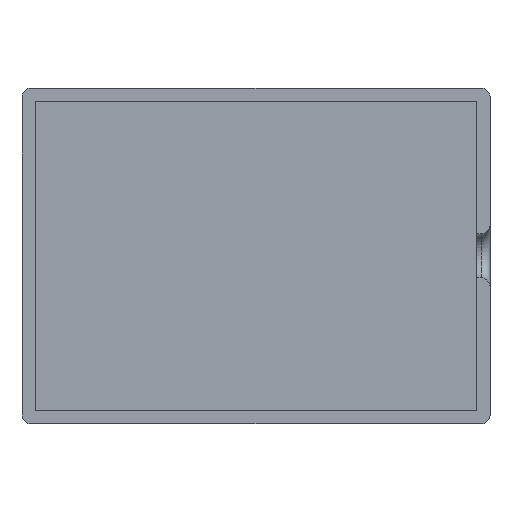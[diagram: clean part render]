
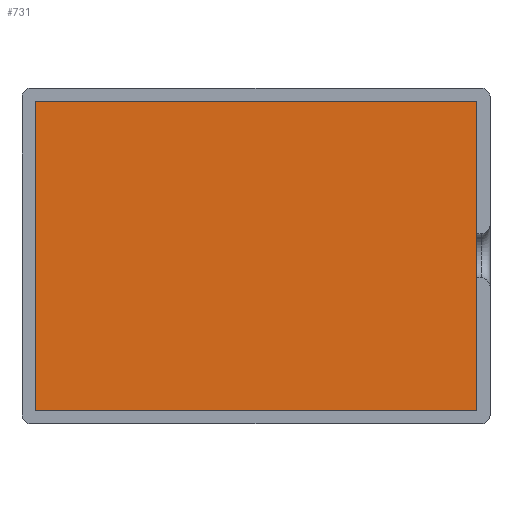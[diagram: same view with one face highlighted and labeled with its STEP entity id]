
A CAD part, top view. The second image highlights one B-rep face of the part: STEP entity #731.
In plain terms, the highlighted planar face has unit normal (0, 0, 1).
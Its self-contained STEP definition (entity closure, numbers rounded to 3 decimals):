
#44=PLANE('',#832);
#89=FACE_OUTER_BOUND('',#139,.T.);
#139=EDGE_LOOP('',(#667,#668,#669,#670));
#197=LINE('',#1247,#262);
#201=LINE('',#1253,#266);
#202=LINE('',#1256,#267);
#204=LINE('',#1259,#269);
#262=VECTOR('',#1038,10.);
#266=VECTOR('',#1044,10.);
#267=VECTOR('',#1047,10.);
#269=VECTOR('',#1051,10.);
#361=VERTEX_POINT('',#1245);
#362=VERTEX_POINT('',#1246);
#363=VERTEX_POINT('',#1251);
#364=VERTEX_POINT('',#1255);
#459=EDGE_CURVE('',#361,#362,#197,.T.);
#463=EDGE_CURVE('',#362,#363,#201,.T.);
#464=EDGE_CURVE('',#363,#364,#202,.T.);
#466=EDGE_CURVE('',#364,#361,#204,.T.);
#667=ORIENTED_EDGE('',*,*,#459,.T.);
#668=ORIENTED_EDGE('',*,*,#463,.T.);
#669=ORIENTED_EDGE('',*,*,#464,.T.);
#670=ORIENTED_EDGE('',*,*,#466,.T.);
#731=ADVANCED_FACE('',(#89),#44,.T.);
#832=AXIS2_PLACEMENT_3D('',#1261,#1054,#1055);
#1038=DIRECTION('',(1.,0.,0.));
#1044=DIRECTION('',(0.,1.,0.));
#1047=DIRECTION('',(-1.,0.,0.));
#1051=DIRECTION('',(0.,-1.,0.));
#1054=DIRECTION('center_axis',(0.,0.,1.));
#1055=DIRECTION('ref_axis',(1.,0.,0.));
#1245=CARTESIAN_POINT('',(0.,0.,0.));
#1246=CARTESIAN_POINT('',(100.,0.,0.));
#1247=CARTESIAN_POINT('',(75.,0.,0.));
#1251=CARTESIAN_POINT('',(100.,70.,0.));
#1253=CARTESIAN_POINT('',(100.,52.5,0.));
#1255=CARTESIAN_POINT('',(0.,70.,0.));
#1256=CARTESIAN_POINT('',(25.,70.,0.));
#1259=CARTESIAN_POINT('',(0.,17.5,0.));
#1261=CARTESIAN_POINT('Origin',(50.,35.,0.));
